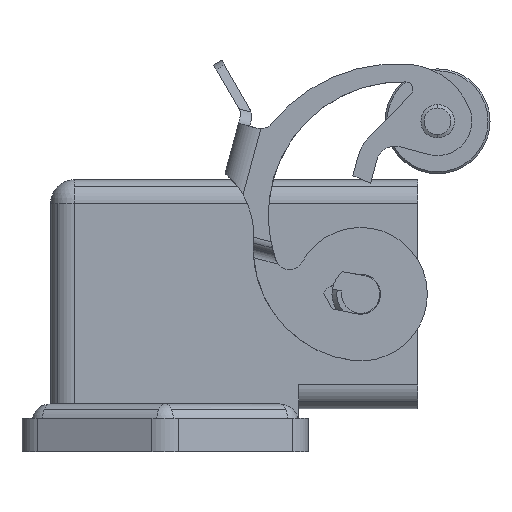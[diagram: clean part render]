
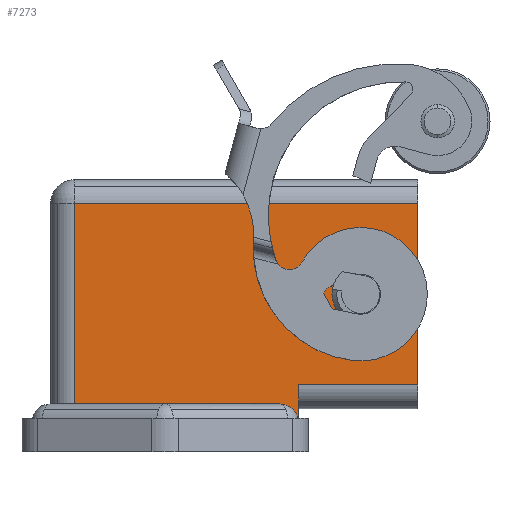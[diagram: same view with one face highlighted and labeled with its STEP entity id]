
A CAD part, front view. The second image highlights one B-rep face of the part: STEP entity #7273.
In plain terms, the highlighted planar face has unit normal (0, -1, 0).
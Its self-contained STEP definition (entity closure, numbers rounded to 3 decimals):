
#978=CARTESIAN_POINT('',(12.095,-12.,2.989));
#979=VERTEX_POINT('',#978);
#987=CARTESIAN_POINT('',(11.642,-12.,3.));
#988=VERTEX_POINT('',#987);
#989=CARTESIAN_POINT('',(11.642,-12.,1.));
#990=DIRECTION('',(0.0,-1.0,0.0));
#991=DIRECTION('',(1.0,0.0,0.0));
#992=AXIS2_PLACEMENT_3D('',#989,#990,#991);
#993=ELLIPSE('',#992,4.366,2.);
#994=EDGE_CURVE('',#979,#988,#993,.T.);
#1363=CARTESIAN_POINT('',(-9.5,-12.,3.));
#1364=VERTEX_POINT('',#1363);
#1372=CARTESIAN_POINT('',(-9.5,-12.,24.));
#1373=VERTEX_POINT('',#1372);
#1374=CARTESIAN_POINT('',(-9.5,-12.,3.));
#1375=DIRECTION('',(0.0,0.0,1.0));
#1376=VECTOR('',#1375,21.);
#1377=LINE('',#1374,#1376);
#1378=EDGE_CURVE('',#1364,#1373,#1377,.T.);
#1475=CARTESIAN_POINT('',(20.5,-12.,17.5));
#1476=VERTEX_POINT('',#1475);
#1492=CARTESIAN_POINT('',(20.5,-12.,11.5));
#1493=VERTEX_POINT('',#1492);
#1500=CARTESIAN_POINT('',(20.5,-12.,14.5));
#1501=DIRECTION('',(0.0,1.0,0.0));
#1502=DIRECTION('',(0.0,0.0,1.0));
#1503=AXIS2_PLACEMENT_3D('',#1500,#1501,#1502);
#1504=CIRCLE('',#1503,3.);
#1505=EDGE_CURVE('',#1476,#1493,#1504,.T.);
#5006=CARTESIAN_POINT('',(14.,-12.,1.5));
#5007=VERTEX_POINT('',#5006);
#5014=CARTESIAN_POINT('',(13.991,-12.,1.5));
#5015=VERTEX_POINT('',#5014);
#5016=CARTESIAN_POINT('',(13.991,-12.,1.5));
#5017=DIRECTION('',(1.0,0.0,0.0));
#5018=VECTOR('',#5017,0.009);
#5019=LINE('',#5016,#5018);
#5020=EDGE_CURVE('',#5015,#5007,#5019,.T.);
#5107=CARTESIAN_POINT('',(13.991,-12.,1.));
#5108=VERTEX_POINT('',#5107);
#5109=CARTESIAN_POINT('',(13.991,-12.,1.));
#5110=DIRECTION('',(0.0,0.0,1.0));
#5111=VECTOR('',#5110,0.5);
#5112=LINE('',#5109,#5111);
#5113=EDGE_CURVE('',#5108,#5015,#5112,.T.);
#6641=CARTESIAN_POINT('',(20.5,-12.,14.5));
#6642=DIRECTION('',(0.0,1.0,0.0));
#6643=DIRECTION('',(0.0,0.0,1.0));
#6644=AXIS2_PLACEMENT_3D('',#6641,#6642,#6643);
#6645=CIRCLE('',#6644,3.);
#6646=EDGE_CURVE('',#1493,#1476,#6645,.T.);
#7177=CARTESIAN_POINT('',(26.5,-12.,24.));
#7178=VERTEX_POINT('',#7177);
#7179=CARTESIAN_POINT('',(-9.5,-12.,24.));
#7180=DIRECTION('',(1.0,0.0,0.0));
#7181=VECTOR('',#7180,36.);
#7182=LINE('',#7179,#7181);
#7183=EDGE_CURVE('',#1373,#7178,#7182,.T.);
#7222=CARTESIAN_POINT('',(12.,-12.,0.0));
#7223=DIRECTION('',(0.0,-1.0,0.0));
#7224=DIRECTION('',(0.0,0.0,-1.0));
#7225=AXIS2_PLACEMENT_3D('',#7222,#7223,#7224);
#7226=PLANE('',#7225);
#7227=ORIENTED_EDGE('',*,*,#5020,.T.);
#7228=CARTESIAN_POINT('',(14.,-12.,5.));
#7229=VERTEX_POINT('',#7228);
#7230=CARTESIAN_POINT('',(14.,-12.,5.));
#7231=DIRECTION('',(0.0,0.0,-1.0));
#7232=VECTOR('',#7231,3.5);
#7233=LINE('',#7230,#7232);
#7234=EDGE_CURVE('',#7229,#5007,#7233,.T.);
#7235=ORIENTED_EDGE('',*,*,#7234,.F.);
#7236=CARTESIAN_POINT('',(26.5,-12.,5.0));
#7237=VERTEX_POINT('',#7236);
#7238=CARTESIAN_POINT('',(26.5,-12.,5.0));
#7239=DIRECTION('',(-1.0,0.0,0.0));
#7240=VECTOR('',#7239,12.5);
#7241=LINE('',#7238,#7240);
#7242=EDGE_CURVE('',#7237,#7229,#7241,.T.);
#7243=ORIENTED_EDGE('',*,*,#7242,.F.);
#7244=CARTESIAN_POINT('',(26.5,-12.,5.0));
#7245=DIRECTION('',(0.0,0.0,1.0));
#7246=VECTOR('',#7245,19.);
#7247=LINE('',#7244,#7246);
#7248=EDGE_CURVE('',#7237,#7178,#7247,.T.);
#7249=ORIENTED_EDGE('',*,*,#7248,.T.);
#7250=ORIENTED_EDGE('',*,*,#7183,.F.);
#7251=ORIENTED_EDGE('',*,*,#1378,.F.);
#7252=CARTESIAN_POINT('',(11.642,-12.,3.));
#7253=DIRECTION('',(-1.0,0.0,0.0));
#7254=VECTOR('',#7253,21.142);
#7255=LINE('',#7252,#7254);
#7256=EDGE_CURVE('',#988,#1364,#7255,.T.);
#7257=ORIENTED_EDGE('',*,*,#7256,.F.);
#7258=ORIENTED_EDGE('',*,*,#994,.F.);
#7259=CARTESIAN_POINT('',(12.0,-12.,1.));
#7260=DIRECTION('',(0.0,-1.0,0.0));
#7261=DIRECTION('',(0.0,0.0,1.0));
#7262=AXIS2_PLACEMENT_3D('',#7259,#7260,#7261);
#7263=CIRCLE('',#7262,1.991);
#7264=EDGE_CURVE('',#5108,#979,#7263,.T.);
#7265=ORIENTED_EDGE('',*,*,#7264,.F.);
#7266=ORIENTED_EDGE('',*,*,#5113,.T.);
#7267=EDGE_LOOP('',(#7227,#7235,#7243,#7249,#7250,#7251,#7257,#7258,#7265,#7266));
#7268=FACE_OUTER_BOUND('',#7267,.T.);
#7269=ORIENTED_EDGE('',*,*,#1505,.T.);
#7270=ORIENTED_EDGE('',*,*,#6646,.T.);
#7271=EDGE_LOOP('',(#7269,#7270));
#7272=FACE_BOUND('',#7271,.T.);
#7273=ADVANCED_FACE('',(#7268,#7272),#7226,.T.);
